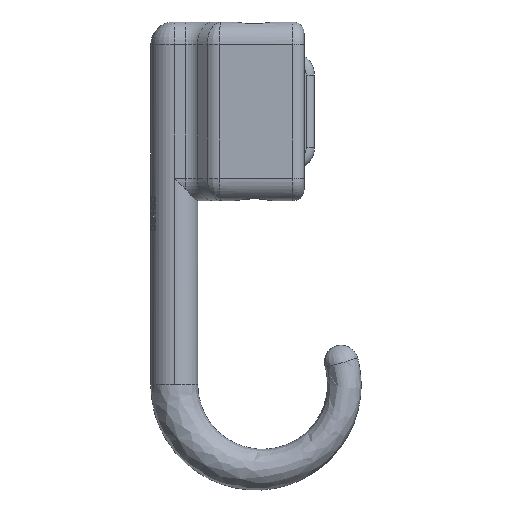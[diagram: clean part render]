
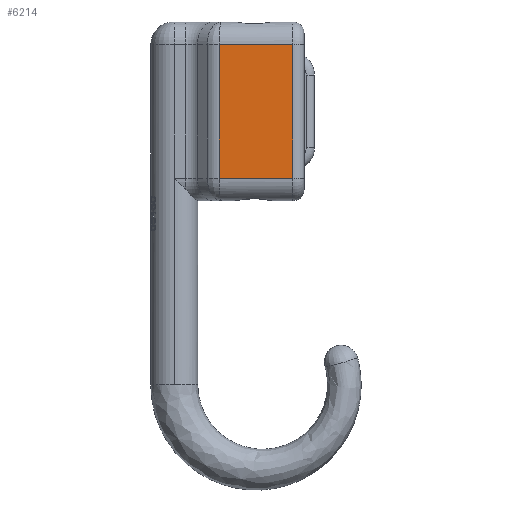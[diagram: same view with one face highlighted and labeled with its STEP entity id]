
A CAD part, top view. The second image highlights one B-rep face of the part: STEP entity #6214.
In plain terms, the highlighted planar face has unit normal (0, 0, 1).
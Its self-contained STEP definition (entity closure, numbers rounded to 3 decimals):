
#118 = DIRECTION ( 'NONE',  ( 1., 0., 0. ) ) ;
#2437 = EDGE_CURVE ( 'NONE', #14891, #13362, #22818, .T. ) ;
#2661 = DIRECTION ( 'NONE',  ( 0., 0., 1. ) ) ;
#2878 = LINE ( 'NONE', #12740, #9434 ) ;
#2905 = CARTESIAN_POINT ( 'NONE',  ( 7.953, 9.552, 7.75 ) ) ;
#3465 = VECTOR ( 'NONE', #5121, 1000. ) ;
#3740 = CARTESIAN_POINT ( 'NONE',  ( -7.264, 33.552, 7.75 ) ) ;
#3767 = CARTESIAN_POINT ( 'NONE',  ( -7.264, 5.552, 7.75 ) ) ;
#4191 = ORIENTED_EDGE ( 'NONE', *, *, #13896, .T. ) ;
#4466 = VERTEX_POINT ( 'NONE', #23346 ) ;
#5121 = DIRECTION ( 'NONE',  ( -1., 0., 0. ) ) ;
#6214 = ADVANCED_FACE ( 'NONE', ( #11565 ), #24586, .T. ) ;
#7047 = EDGE_LOOP ( 'NONE', ( #30793, #26750, #18073, #4191 ) ) ;
#7374 = DIRECTION ( 'NONE',  ( 0., 1., 0. ) ) ;
#8222 = EDGE_CURVE ( 'NONE', #4466, #11599, #29585, .T. ) ;
#9434 = VECTOR ( 'NONE', #7374, 1000. ) ;
#11565 = FACE_OUTER_BOUND ( 'NONE', #7047, .T. ) ;
#11599 = VERTEX_POINT ( 'NONE', #3740 ) ;
#12740 = CARTESIAN_POINT ( 'NONE',  ( 5.953, 5.552, 7.75 ) ) ;
#13362 = VERTEX_POINT ( 'NONE', #29270 ) ;
#13469 = AXIS2_PLACEMENT_3D ( 'NONE', #22356, #2661, #22577 ) ;
#13896 = EDGE_CURVE ( 'NONE', #11599, #14891, #22511, .T. ) ;
#14138 = EDGE_CURVE ( 'NONE', #13362, #4466, #2878, .T. ) ;
#14891 = VERTEX_POINT ( 'NONE', #24503 ) ;
#18073 = ORIENTED_EDGE ( 'NONE', *, *, #8222, .T. ) ;
#19827 = CARTESIAN_POINT ( 'NONE',  ( 0., 33.552, 7.75 ) ) ;
#21381 = DIRECTION ( 'NONE',  ( 0., -1., 0. ) ) ;
#22356 = CARTESIAN_POINT ( 'NONE',  ( 0., 5.552, 7.75 ) ) ;
#22511 = LINE ( 'NONE', #3767, #23283 ) ;
#22577 = DIRECTION ( 'NONE',  ( 1., 0., 0. ) ) ;
#22818 = LINE ( 'NONE', #2905, #28568 ) ;
#23283 = VECTOR ( 'NONE', #21381, 1000. ) ;
#23346 = CARTESIAN_POINT ( 'NONE',  ( 5.953, 33.552, 7.75 ) ) ;
#24503 = CARTESIAN_POINT ( 'NONE',  ( -7.264, 9.552, 7.75 ) ) ;
#24586 = PLANE ( 'NONE',  #13469 ) ;
#26750 = ORIENTED_EDGE ( 'NONE', *, *, #14138, .T. ) ;
#28568 = VECTOR ( 'NONE', #118, 1000. ) ;
#29270 = CARTESIAN_POINT ( 'NONE',  ( 5.953, 9.552, 7.75 ) ) ;
#29585 = LINE ( 'NONE', #19827, #3465 ) ;
#30793 = ORIENTED_EDGE ( 'NONE', *, *, #2437, .T. ) ;
